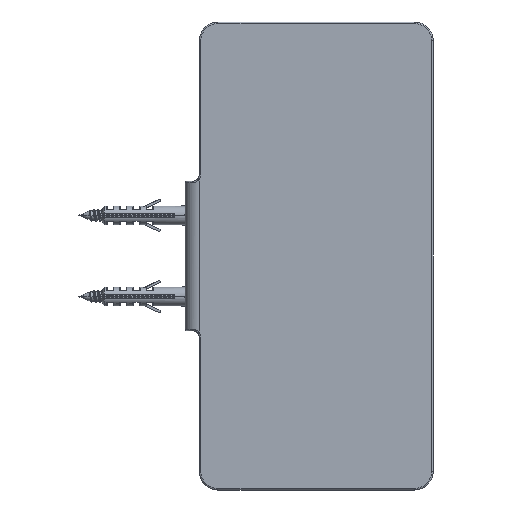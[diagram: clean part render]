
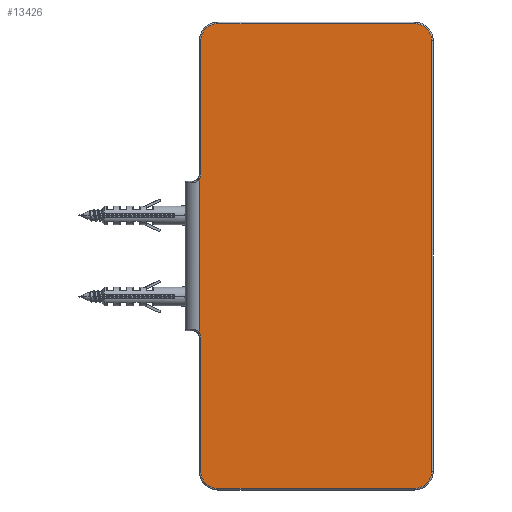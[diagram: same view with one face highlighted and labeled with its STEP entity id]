
A CAD part, front view. The second image highlights one B-rep face of the part: STEP entity #13426.
In plain terms, the highlighted planar face has unit normal (0, -1, 0).
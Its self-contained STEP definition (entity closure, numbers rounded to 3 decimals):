
#12945=CARTESIAN_POINT('Vertex',(-18.,-15.108,24.5)) ;
#12966=CARTESIAN_POINT('Axis2P3D Location',(-20.,-15.108,26.)) ;
#12970=CARTESIAN_POINT('Vertex',(-17.5,-15.108,26.)) ;
#13241=CARTESIAN_POINT('Vertex',(-18.,-15.108,-24.5)) ;
#13277=CARTESIAN_POINT('Vertex',(-17.5,-15.108,-26.)) ;
#13280=CARTESIAN_POINT('Axis2P3D Location',(-20.,-15.108,-26.)) ;
#13314=CARTESIAN_POINT('Line Origine',(-18.,-15.108,-80.41)) ;
#13318=CARTESIAN_POINT('Vertex',(-18.,-15.108,-24.)) ;
#13321=CARTESIAN_POINT('Line Origine',(-18.,-15.108,-80.41)) ;
#13325=CARTESIAN_POINT('Vertex',(-18.,-15.108,24.)) ;
#13328=CARTESIAN_POINT('Line Origine',(-18.,-15.108,-80.41)) ;
#13344=CARTESIAN_POINT('Axis2P3D Location',(-40.5,-15.108,0.)) ;
#13349=CARTESIAN_POINT('Axis2P3D Location',(-12.,-15.108,69.)) ;
#13353=CARTESIAN_POINT('Vertex',(-12.,-15.108,74.5)) ;
#13355=CARTESIAN_POINT('Vertex',(-17.5,-15.108,69.)) ;
#13358=CARTESIAN_POINT('Line Origine',(-17.5,-15.108,47.5)) ;
#13363=CARTESIAN_POINT('Line Origine',(-17.5,-15.108,-47.5)) ;
#13367=CARTESIAN_POINT('Vertex',(-17.5,-15.108,-69.)) ;
#13370=CARTESIAN_POINT('Axis2P3D Location',(-12.,-15.108,-69.)) ;
#13374=CARTESIAN_POINT('Vertex',(-12.,-15.108,-74.5)) ;
#13377=CARTESIAN_POINT('Line Origine',(19.5,-15.108,-74.5)) ;
#13381=CARTESIAN_POINT('Vertex',(51.,-15.108,-74.5)) ;
#13384=CARTESIAN_POINT('Axis2P3D Location',(51.,-15.108,-69.)) ;
#13388=CARTESIAN_POINT('Vertex',(56.5,-15.108,-69.)) ;
#13391=CARTESIAN_POINT('Line Origine',(56.5,-15.108,0.)) ;
#13395=CARTESIAN_POINT('Vertex',(56.5,-15.108,69.)) ;
#13398=CARTESIAN_POINT('Axis2P3D Location',(51.,-15.108,69.)) ;
#13402=CARTESIAN_POINT('Vertex',(51.,-15.108,74.5)) ;
#13405=CARTESIAN_POINT('Line Origine',(19.5,-15.108,74.5)) ;
#13316=VECTOR('Line Direction',#13315,1.) ;
#13323=VECTOR('Line Direction',#13322,1.) ;
#13330=VECTOR('Line Direction',#13329,1.) ;
#13360=VECTOR('Line Direction',#13359,1.) ;
#13365=VECTOR('Line Direction',#13364,1.) ;
#13379=VECTOR('Line Direction',#13378,1.) ;
#13393=VECTOR('Line Direction',#13392,1.) ;
#13407=VECTOR('Line Direction',#13406,1.) ;
#12967=DIRECTION('Axis2P3D Direction',(-0.,1.,0.)) ;
#13281=DIRECTION('Axis2P3D Direction',(0.,-1.,0.)) ;
#13315=DIRECTION('Vector Direction',(0.,0.,1.)) ;
#13322=DIRECTION('Vector Direction',(0.,0.,1.)) ;
#13329=DIRECTION('Vector Direction',(0.,0.,1.)) ;
#13345=DIRECTION('Axis2P3D Direction',(0.,-1.,0.)) ;
#13346=DIRECTION('Axis2P3D XDirection',(0.,0.,1.)) ;
#13350=DIRECTION('Axis2P3D Direction',(0.,-1.,0.)) ;
#13359=DIRECTION('Vector Direction',(0.,0.,-1.)) ;
#13364=DIRECTION('Vector Direction',(0.,0.,-1.)) ;
#13371=DIRECTION('Axis2P3D Direction',(0.,-1.,0.)) ;
#13378=DIRECTION('Vector Direction',(1.,0.,0.)) ;
#13385=DIRECTION('Axis2P3D Direction',(0.,-1.,0.)) ;
#13392=DIRECTION('Vector Direction',(0.,0.,1.)) ;
#13399=DIRECTION('Axis2P3D Direction',(0.,-1.,0.)) ;
#13406=DIRECTION('Vector Direction',(-1.,0.,0.)) ;
#12968=AXIS2_PLACEMENT_3D('Circle Axis2P3D',#12966,#12967,$) ;
#13282=AXIS2_PLACEMENT_3D('Circle Axis2P3D',#13280,#13281,$) ;
#13347=AXIS2_PLACEMENT_3D('Plane Axis2P3D',#13344,#13345,#13346) ;
#13351=AXIS2_PLACEMENT_3D('Circle Axis2P3D',#13349,#13350,$) ;
#13372=AXIS2_PLACEMENT_3D('Circle Axis2P3D',#13370,#13371,$) ;
#13386=AXIS2_PLACEMENT_3D('Circle Axis2P3D',#13384,#13385,$) ;
#13400=AXIS2_PLACEMENT_3D('Circle Axis2P3D',#13398,#13399,$) ;
#13317=LINE('Line',#13314,#13316) ;
#13324=LINE('Line',#13321,#13323) ;
#13331=LINE('Line',#13328,#13330) ;
#13361=LINE('Line',#13358,#13360) ;
#13366=LINE('Line',#13363,#13365) ;
#13380=LINE('Line',#13377,#13379) ;
#13394=LINE('Line',#13391,#13393) ;
#13408=LINE('Line',#13405,#13407) ;
#12969=CIRCLE('generated circle',#12968,2.5) ;
#13283=CIRCLE('generated circle',#13282,2.5) ;
#13352=CIRCLE('generated circle',#13351,5.5) ;
#13373=CIRCLE('generated circle',#13372,5.5) ;
#13387=CIRCLE('generated circle',#13386,5.5) ;
#13401=CIRCLE('generated circle',#13400,5.5) ;
#13348=PLANE('',#13347) ;
#12972=EDGE_CURVE('',#12971,#12946,#12969,.T.) ;
#13284=EDGE_CURVE('',#13242,#13278,#13283,.F.) ;
#13320=EDGE_CURVE('',#13242,#13319,#13317,.T.) ;
#13327=EDGE_CURVE('',#13319,#13326,#13324,.T.) ;
#13332=EDGE_CURVE('',#13326,#12946,#13331,.T.) ;
#13357=EDGE_CURVE('',#13354,#13356,#13352,.T.) ;
#13362=EDGE_CURVE('',#13356,#12971,#13361,.T.) ;
#13369=EDGE_CURVE('',#13278,#13368,#13366,.T.) ;
#13376=EDGE_CURVE('',#13368,#13375,#13373,.T.) ;
#13383=EDGE_CURVE('',#13375,#13382,#13380,.T.) ;
#13390=EDGE_CURVE('',#13382,#13389,#13387,.T.) ;
#13397=EDGE_CURVE('',#13389,#13396,#13394,.T.) ;
#13404=EDGE_CURVE('',#13396,#13403,#13401,.T.) ;
#13409=EDGE_CURVE('',#13403,#13354,#13408,.T.) ;
#13411=ORIENTED_EDGE('',*,*,#13357,.T.) ;
#13412=ORIENTED_EDGE('',*,*,#13362,.T.) ;
#13413=ORIENTED_EDGE('',*,*,#12972,.T.) ;
#13414=ORIENTED_EDGE('',*,*,#13332,.F.) ;
#13415=ORIENTED_EDGE('',*,*,#13327,.F.) ;
#13416=ORIENTED_EDGE('',*,*,#13320,.F.) ;
#13417=ORIENTED_EDGE('',*,*,#13284,.T.) ;
#13418=ORIENTED_EDGE('',*,*,#13369,.T.) ;
#13419=ORIENTED_EDGE('',*,*,#13376,.T.) ;
#13420=ORIENTED_EDGE('',*,*,#13383,.T.) ;
#13421=ORIENTED_EDGE('',*,*,#13390,.T.) ;
#13422=ORIENTED_EDGE('',*,*,#13397,.T.) ;
#13423=ORIENTED_EDGE('',*,*,#13404,.T.) ;
#13424=ORIENTED_EDGE('',*,*,#13409,.T.) ;
#13410=EDGE_LOOP('',(#13411,#13412,#13413,#13414,#13415,#13416,#13417,#13418,#13419,#13420,#13421,#13422,#13423,#13424)) ;
#12946=VERTEX_POINT('',#12945) ;
#12971=VERTEX_POINT('',#12970) ;
#13242=VERTEX_POINT('',#13241) ;
#13278=VERTEX_POINT('',#13277) ;
#13319=VERTEX_POINT('',#13318) ;
#13326=VERTEX_POINT('',#13325) ;
#13354=VERTEX_POINT('',#13353) ;
#13356=VERTEX_POINT('',#13355) ;
#13368=VERTEX_POINT('',#13367) ;
#13375=VERTEX_POINT('',#13374) ;
#13382=VERTEX_POINT('',#13381) ;
#13389=VERTEX_POINT('',#13388) ;
#13396=VERTEX_POINT('',#13395) ;
#13403=VERTEX_POINT('',#13402) ;
#13426=ADVANCED_FACE('264|20190-23-05 A.1|MANIFOLD_SOLID_BREP #18379',(#13425),#13348,.T.) ;
#13425=FACE_OUTER_BOUND('',#13410,.T.) ;
